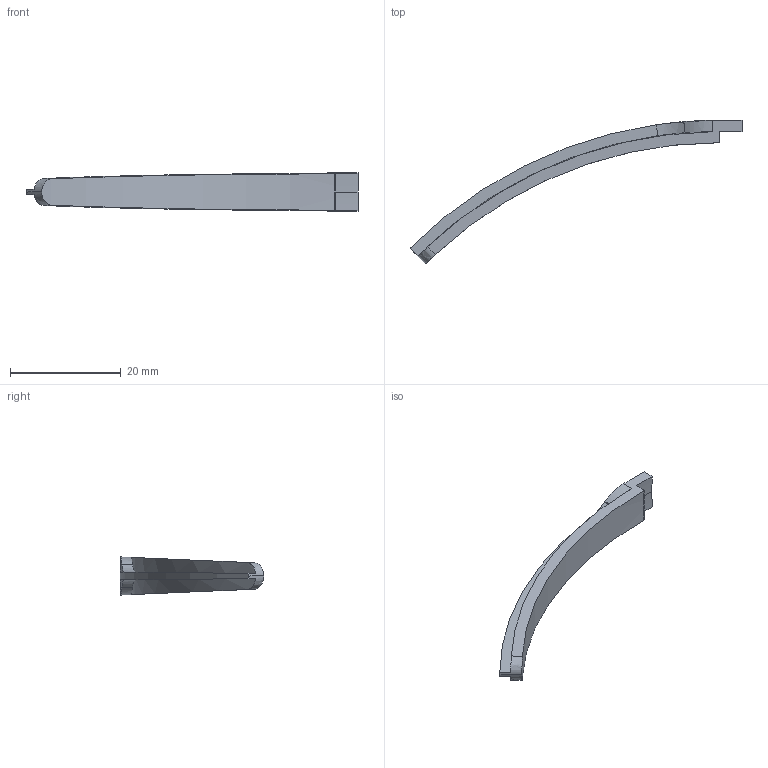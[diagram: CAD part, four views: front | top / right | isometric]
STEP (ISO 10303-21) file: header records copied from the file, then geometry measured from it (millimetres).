
FILE_DESCRIPTION (( 'STEP AP214' ), '1' );
FILE_NAME ('Cazzetto.STEP', '2019-09-06T08:40:47', ( '' ), ( '' ), 'SwSTEP 2.0', 'SolidWorks 2019', '' );
FILE_SCHEMA (( 'AUTOMOTIVE_DESIGN' ));
Length unit declared in the file: millimetre
Products named in the file (1): Cazzetto
Bounding box: 60.06 x 25.96 x 6.89 mm (x, y, z)
Volume: 983 mm3; surface area: 1306.3 mm2
Topology: 1 solids, 1 shells, 29 faces, 82 edges, 53 vertices
Faces by surface type: bspline 10, plane 8, sphere 6, cylinder 4, cone 1
Entity records: 1195 total; most frequent: CARTESIAN_POINT 500, ORIENTED_EDGE 160, DIRECTION 111, EDGE_CURVE 80, VERTEX_POINT 53, AXIS2_PLACEMENT_3D 48, B_SPLINE_CURVE_WITH_KNOTS 37, EDGE_LOOP 29
